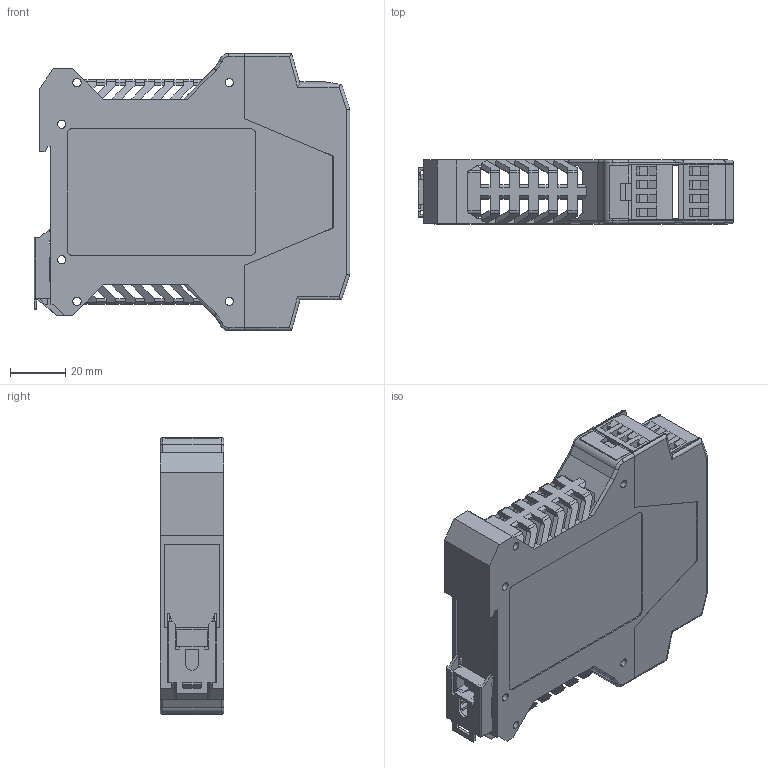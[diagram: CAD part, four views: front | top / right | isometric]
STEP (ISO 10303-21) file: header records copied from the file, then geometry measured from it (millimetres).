
FILE_DESCRIPTION(('FreeCAD Model'),'2;1');
FILE_NAME('Open CASCADE Shape Model','2021-12-13T08:33:14',('Author'),( ''),'Open CASCADE STEP processor 7.5','FreeCAD','Unknown');
FILE_SCHEMA(('AUTOMOTIVE_DESIGN { 1 0 10303 214 1 1 1 1 }'));
Products named in the file (1): SMD-2.8DIN
Bounding box: 114.11 x 23 x 100 mm (x, y, z)
Volume: 63154.8 mm3; surface area: 68371.2 mm2
Topology: 37 solids, 37 shells, 2570 faces, 6890 edges, 4544 vertices
Faces by surface type: plane 2003, bspline 364, cylinder 197, torus 4, sphere 2
Entity records: 199852 total; most frequent: CARTESIAN_POINT 65118, DIRECTION 22993, LINE 17450, VECTOR 17450, ORIENTED_EDGE 13776, PCURVE 13776, DEFINITIONAL_REPRESENTATION 13776, EDGE_CURVE 6888
